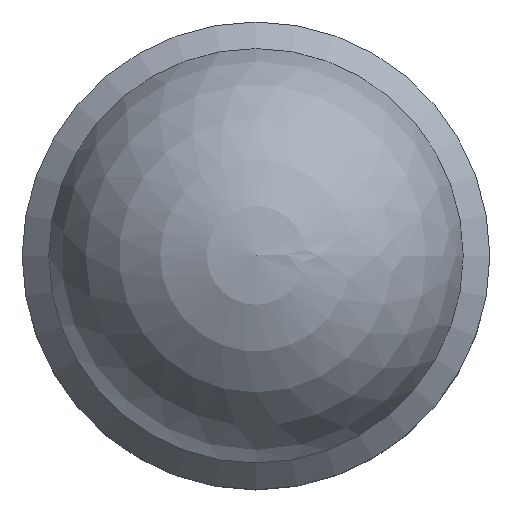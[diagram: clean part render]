
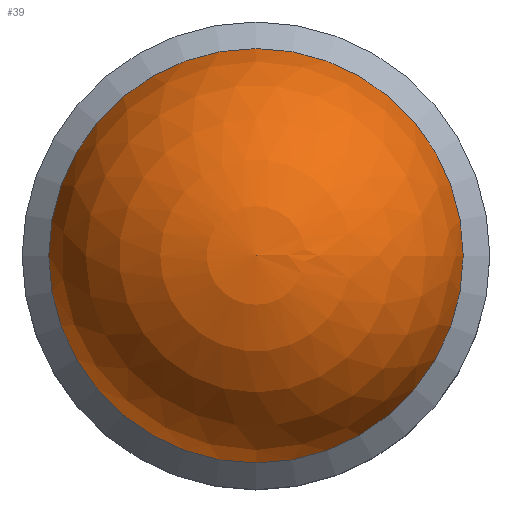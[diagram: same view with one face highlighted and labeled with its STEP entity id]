
A CAD part, top view. The second image highlights one B-rep face of the part: STEP entity #39.
In plain terms, the highlighted spherical face has radius 30 mm.
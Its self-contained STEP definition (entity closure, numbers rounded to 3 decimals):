
#39 = ADVANCED_FACE( '', ( #84 ), #85, .T. );
#84 = FACE_OUTER_BOUND( '', #135, .T. );
#85 = SPHERICAL_SURFACE( '', #136, 30. );
#135 = EDGE_LOOP( '', ( #182 ) );
#136 = AXIS2_PLACEMENT_3D( '', #183, #184, #185 );
#182 = ORIENTED_EDGE( '', *, *, #277, .T. );
#183 = CARTESIAN_POINT( '', ( 0., 0., 29.5 ) );
#184 = DIRECTION( '', ( 0., 0., 1. ) );
#185 = DIRECTION( '', ( 1., 0., 0. ) );
#277 = EDGE_CURVE( '', #315, #315, #316, .T. );
#315 = VERTEX_POINT( '', #368 );
#316 = CIRCLE( '', #369, 29.689 );
#368 = CARTESIAN_POINT( '', ( 29.689, 0., 33.811 ) );
#369 = AXIS2_PLACEMENT_3D( '', #439, #440, #441 );
#439 = CARTESIAN_POINT( '', ( 0., 0., 33.811 ) );
#440 = DIRECTION( '', ( 0., 0., 1. ) );
#441 = DIRECTION( '', ( 1., 0., 0. ) );
